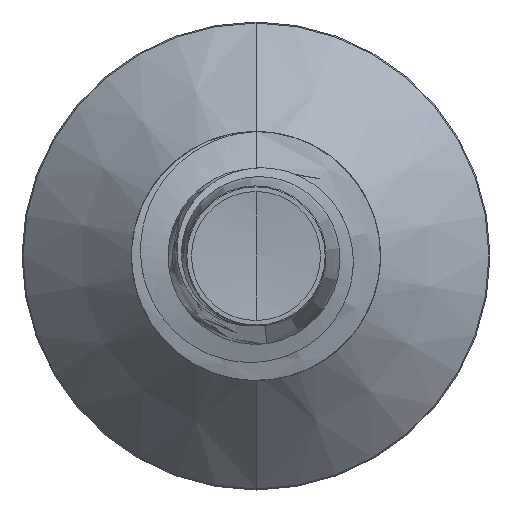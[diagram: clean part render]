
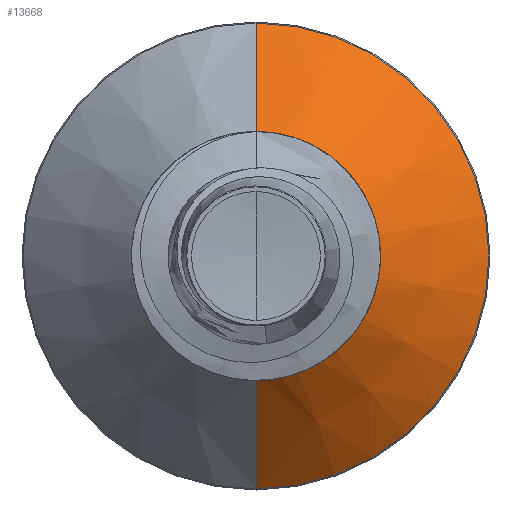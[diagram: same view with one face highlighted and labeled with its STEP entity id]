
A CAD part, front view. The second image highlights one B-rep face of the part: STEP entity #13668.
In plain terms, the highlighted conical face has half-angle 45 degrees and reference radius 1.189 mm.
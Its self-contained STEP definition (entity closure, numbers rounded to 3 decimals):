
#1005 = DIRECTION ( 'NONE',  ( 0., 1., 0. ) ) ;
#1418 = AXIS2_PLACEMENT_3D ( 'NONE', #16030, #1005, #17833 ) ;
#2523 = DIRECTION ( 'NONE',  ( 0., 0., 1. ) ) ;
#4209 = ORIENTED_EDGE ( 'NONE', *, *, #22884, .T. ) ;
#4681 = EDGE_CURVE ( 'NONE', #20542, #18094, #8797, .T. ) ;
#5502 = CONICAL_SURFACE ( 'NONE', #11086, 1.189, 0.785 ) ;
#7066 = DIRECTION ( 'NONE',  ( 0., 0.707, -0.707 ) ) ;
#7752 = CARTESIAN_POINT ( 'NONE',  ( 0., 13.289, 1.189 ) ) ;
#8137 = CARTESIAN_POINT ( 'NONE',  ( 0., 13.289, -1.189 ) ) ;
#8797 = CIRCLE ( 'NONE', #22128, 2.339 ) ;
#10093 = CARTESIAN_POINT ( 'NONE',  ( 0., 14.439, 0. ) ) ;
#10669 = VERTEX_POINT ( 'NONE', #13201 ) ;
#11086 = AXIS2_PLACEMENT_3D ( 'NONE', #12822, #12762, #12910 ) ;
#11509 = VECTOR ( 'NONE', #24025, 1000. ) ;
#11555 = CIRCLE ( 'NONE', #1418, 1.189 ) ;
#11904 = CARTESIAN_POINT ( 'NONE',  ( 0., 14.439, -2.339 ) ) ;
#12170 = LINE ( 'NONE', #19602, #11509 ) ;
#12757 = CARTESIAN_POINT ( 'NONE',  ( 0., 14.439, 2.339 ) ) ;
#12762 = DIRECTION ( 'NONE',  ( 0., 1., 0. ) ) ;
#12822 = CARTESIAN_POINT ( 'NONE',  ( 0., 13.289, 0. ) ) ;
#12910 = DIRECTION ( 'NONE',  ( 0., 0., 1. ) ) ;
#13201 = CARTESIAN_POINT ( 'NONE',  ( 0., 13.289, -1.189 ) ) ;
#13668 = ADVANCED_FACE ( 'NONE', ( #21885 ), #5502, .T. ) ;
#14898 = ORIENTED_EDGE ( 'NONE', *, *, #23548, .T. ) ;
#15174 = VECTOR ( 'NONE', #7066, 1000. ) ;
#15279 = LINE ( 'NONE', #8137, #15174 ) ;
#15949 = DIRECTION ( 'NONE',  ( 0., 1., 0. ) ) ;
#16030 = CARTESIAN_POINT ( 'NONE',  ( 0., 13.289, 0. ) ) ;
#17833 = DIRECTION ( 'NONE',  ( 0., 0., 1. ) ) ;
#18094 = VERTEX_POINT ( 'NONE', #11904 ) ;
#18718 = ORIENTED_EDGE ( 'NONE', *, *, #4681, .F. ) ;
#19602 = CARTESIAN_POINT ( 'NONE',  ( 0., 13.289, 1.189 ) ) ;
#20542 = VERTEX_POINT ( 'NONE', #12757 ) ;
#21084 = EDGE_LOOP ( 'NONE', ( #14898, #4209, #18718, #22854 ) ) ;
#21885 = FACE_OUTER_BOUND ( 'NONE', #21084, .T. ) ;
#22128 = AXIS2_PLACEMENT_3D ( 'NONE', #10093, #15949, #2523 ) ;
#22197 = VERTEX_POINT ( 'NONE', #7752 ) ;
#22854 = ORIENTED_EDGE ( 'NONE', *, *, #23575, .F. ) ;
#22884 = EDGE_CURVE ( 'NONE', #10669, #18094, #15279, .T. ) ;
#23548 = EDGE_CURVE ( 'NONE', #22197, #10669, #11555, .T. ) ;
#23575 = EDGE_CURVE ( 'NONE', #22197, #20542, #12170, .T. ) ;
#24025 = DIRECTION ( 'NONE',  ( 0., 0.707, 0.707 ) ) ;
